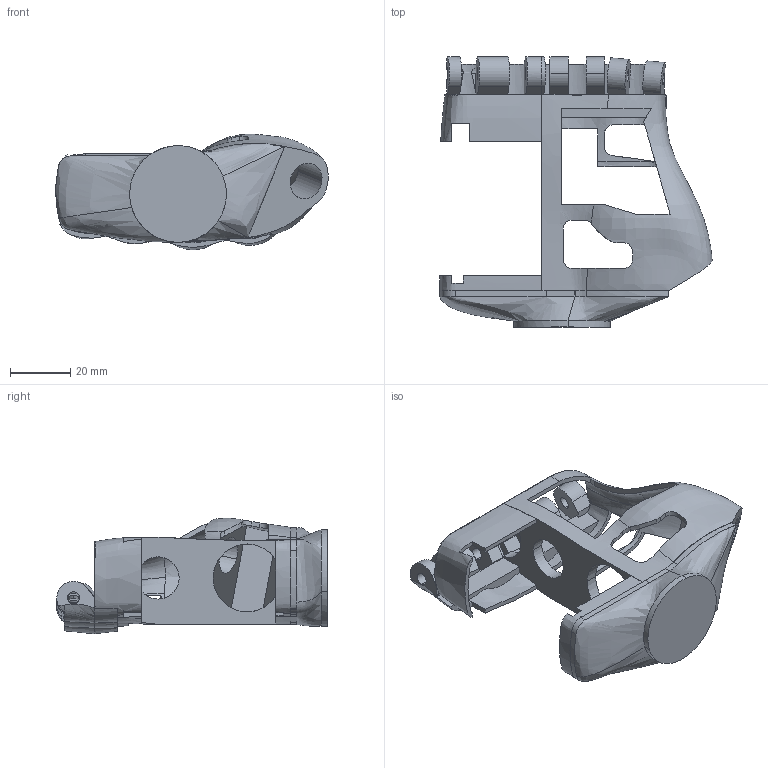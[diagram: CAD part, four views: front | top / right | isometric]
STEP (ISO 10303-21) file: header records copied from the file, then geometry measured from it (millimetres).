
FILE_DESCRIPTION (( 'STEP AP214' ), '1' );
FILE_NAME ('01 CHASSIS MODIF SURFACIQUE-rendu_final.STEP', '2023-06-11T19:46:41', ( '' ), ( '' ), 'SwSTEP 2.0', 'SolidWorks 2021', '' );
FILE_SCHEMA (( 'AUTOMOTIVE_DESIGN' ));
Length unit declared in the file: millimetre
Products named in the file (1): 01 CHASSIS MODIF SURFACIQUE-rendu_final
Bounding box: 90.21 x 89.5 x 38.3 mm (x, y, z)
Volume: 43737.6 mm3; surface area: 27173.9 mm2
Topology: 3 solids, 3 shells, 282 faces, 833 edges, 550 vertices
Faces by surface type: plane 139, cylinder 76, bspline 67
Entity records: 179632 total; most frequent: CARTESIAN_POINT 173057, ORIENTED_EDGE 1666, DIRECTION 886, EDGE_CURVE 833, VERTEX_POINT 550, B_SPLINE_CURVE_WITH_KNOTS 452, EDGE_LOOP 305, AXIS2_PLACEMENT_3D 303
